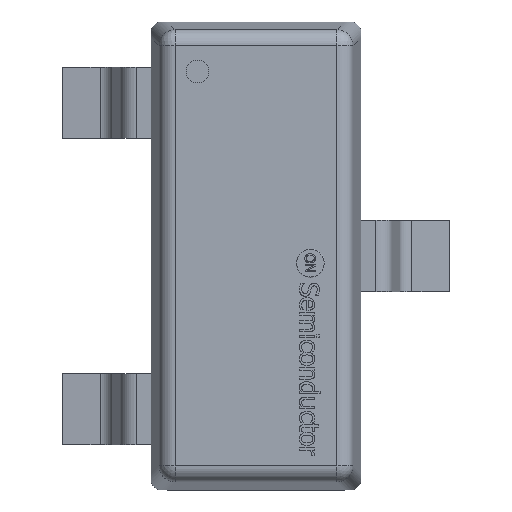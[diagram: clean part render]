
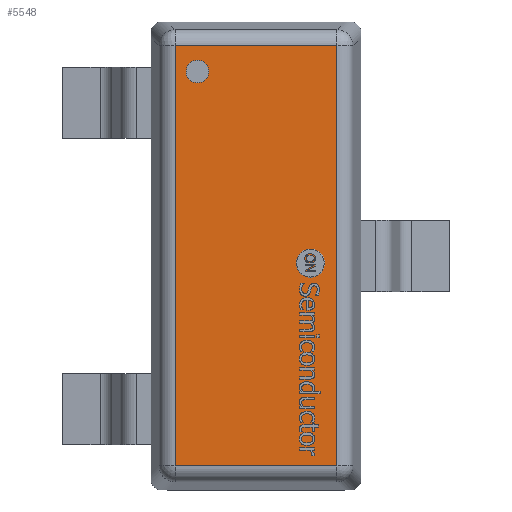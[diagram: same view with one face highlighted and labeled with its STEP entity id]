
A CAD part, top view. The second image highlights one B-rep face of the part: STEP entity #5548.
In plain terms, the highlighted planar face has unit normal (0, 0, 1).
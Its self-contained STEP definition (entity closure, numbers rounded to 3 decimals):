
#476=PLANE('',#5935);
#690=FACE_OUTER_BOUND('',#1021,.T.);
#1021=EDGE_LOOP('',(#3915,#3916,#3917,#3918));
#1357=LINE('',#7323,#1871);
#1359=LINE('',#7331,#1873);
#1361=LINE('',#7341,#1875);
#1363=LINE('',#7350,#1877);
#1871=VECTOR('',#6245,2.604);
#1873=VECTOR('',#6253,1.004);
#1875=VECTOR('',#6265,2.604);
#1877=VECTOR('',#6277,1.004);
#2445=VERTEX_POINT('',#7320);
#2446=VERTEX_POINT('',#7322);
#2449=VERTEX_POINT('',#7330);
#2452=VERTEX_POINT('',#7340);
#3010=EDGE_CURVE('',#2445,#2446,#1357,.T.);
#3014=EDGE_CURVE('',#2446,#2449,#1359,.T.);
#3019=EDGE_CURVE('',#2449,#2452,#1361,.T.);
#3024=EDGE_CURVE('',#2452,#2445,#1363,.T.);
#3915=ORIENTED_EDGE('',*,*,#3010,.F.);
#3916=ORIENTED_EDGE('',*,*,#3024,.F.);
#3917=ORIENTED_EDGE('',*,*,#3019,.F.);
#3918=ORIENTED_EDGE('',*,*,#3014,.F.);
#5548=ADVANCED_FACE('',(#690),#476,.T.);
#5935=AXIS2_PLACEMENT_3D('',#7378,#6312,#6313);
#6245=DIRECTION('',(1.,0.,0.));
#6253=DIRECTION('',(0.,-1.,0.));
#6265=DIRECTION('',(-1.,0.,0.));
#6277=DIRECTION('',(0.,1.,0.));
#6312=DIRECTION('center_axis',(0.,0.,1.));
#6313=DIRECTION('ref_axis',(1.,0.,0.));
#7320=CARTESIAN_POINT('',(-1.302,0.502,1.01));
#7322=CARTESIAN_POINT('',(1.302,0.502,1.01));
#7323=CARTESIAN_POINT('',(0.362,0.502,1.01));
#7330=CARTESIAN_POINT('',(1.302,-0.502,1.01));
#7331=CARTESIAN_POINT('',(1.302,-0.162,1.01));
#7340=CARTESIAN_POINT('',(-1.302,-0.502,1.01));
#7341=CARTESIAN_POINT('',(-0.363,-0.502,1.01));
#7350=CARTESIAN_POINT('',(-1.302,0.162,1.01));
#7378=CARTESIAN_POINT('Origin',(0.,0.,
1.01));
